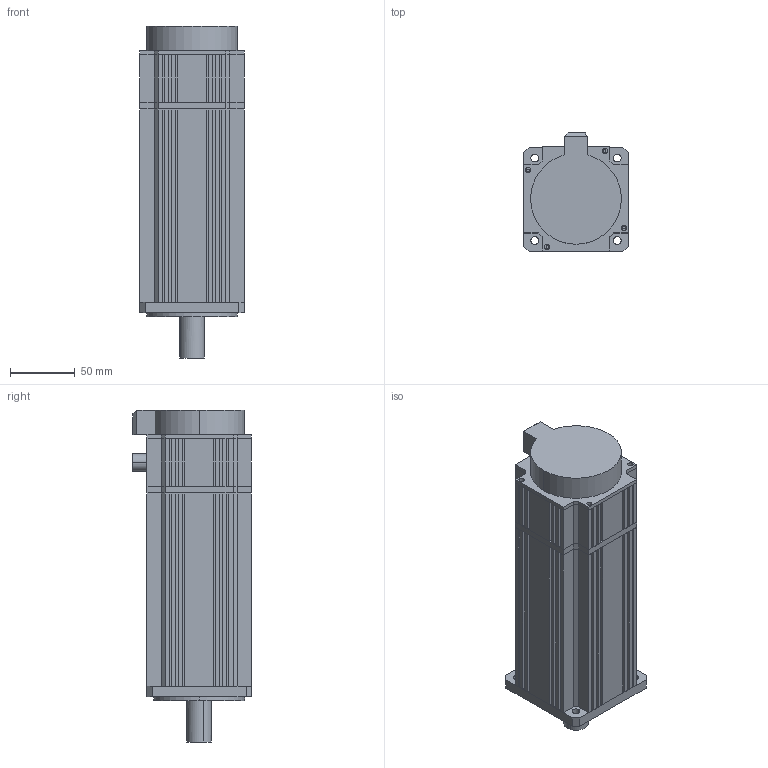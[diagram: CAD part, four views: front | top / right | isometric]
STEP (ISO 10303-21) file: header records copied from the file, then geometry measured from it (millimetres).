
FILE_DESCRIPTION (( 'STEP AP203' ), '1' );
FILE_NAME ('80-3.5N（带抱闸）装配体.STEP', '2017-06-24T09:37:38', ( '' ), ( '' ), 'SwSTEP 2.0', 'SolidWorks 2014', '' );
FILE_SCHEMA (( 'CONFIG_CONTROL_DESIGN' ));
Length unit declared in the file: millimetre
Products named in the file (8): 80隅赽; 80綴裔 - 萵掛; 80粣; 80-3.5N（带抱闸）装配体; 惕掅芛; 80ヶ裔; 80惕掅儂褲; 80惕掅綴裔
Assembly tree (7 placements, depth 2):
  80-3.5N（带抱闸）装配体
    80隅赽
    80ヶ裔
    80綴裔 - 萵掛
    80粣
    80惕掅儂褲
    80惕掅綴裔
    惕掅芛
Bounding box: 80.4 x 91.4 x 256 mm (x, y, z)
Volume: 458889.1 mm3; surface area: 202177.4 mm2
Topology: 10 solids, 10 shells, 408 faces, 1121 edges, 746 vertices
Faces by surface type: plane 324, cylinder 84
Entity records: 13812 total; most frequent: CARTESIAN_POINT 2317, ORIENTED_EDGE 2242, DIRECTION 2138, EDGE_CURVE 1121, LINE 936, VECTOR 936, VERTEX_POINT 746, AXIS2_PLACEMENT_3D 601
